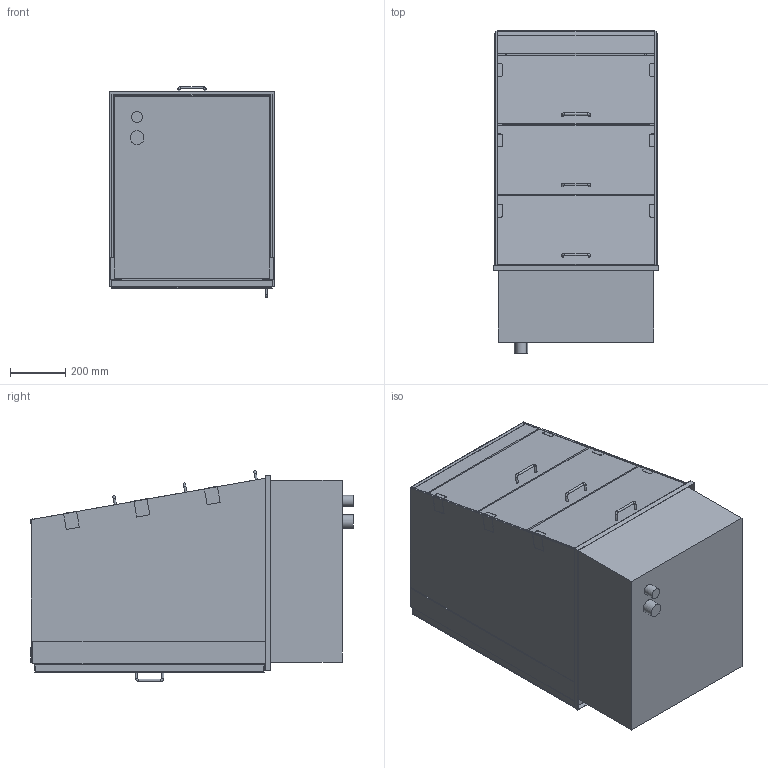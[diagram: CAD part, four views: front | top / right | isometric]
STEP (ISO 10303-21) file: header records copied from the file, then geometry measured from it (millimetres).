
FILE_DESCRIPTION (( 'STEP AP214' ), '1' );
FILE_NAME ('EU357466_Foodstation Cold Flaps 87-Z.STEP', '2022-04-25T10:45:19', ( '' ), ( '' ), 'SwSTEP 2.0', 'SolidWorks 2017', '' );
FILE_SCHEMA (( 'AUTOMOTIVE_DESIGN' ));
Length unit declared in the file: millimetre
Products named in the file (1): EU357466_Foodstation Cold Flaps 87-Z
Bounding box: 600 x 1171 x 765.9 mm (x, y, z)
Volume: 78609454.5 mm3; surface area: 11610588.1 mm2
Topology: 52 solids, 52 shells, 555 faces, 1262 edges, 818 vertices
Faces by surface type: plane 405, cylinder 118, torus 32
Full cylindrical faces by diameter (mm): 8 x12, 40 x1, 50 x1
Entity records: 16473 total; most frequent: CARTESIAN_POINT 2614, DIRECTION 2612, ORIENTED_EDGE 2480, EDGE_CURVE 1240, LINE 980, VECTOR 980, VERTEX_POINT 818, AXIS2_PLACEMENT_3D 816
